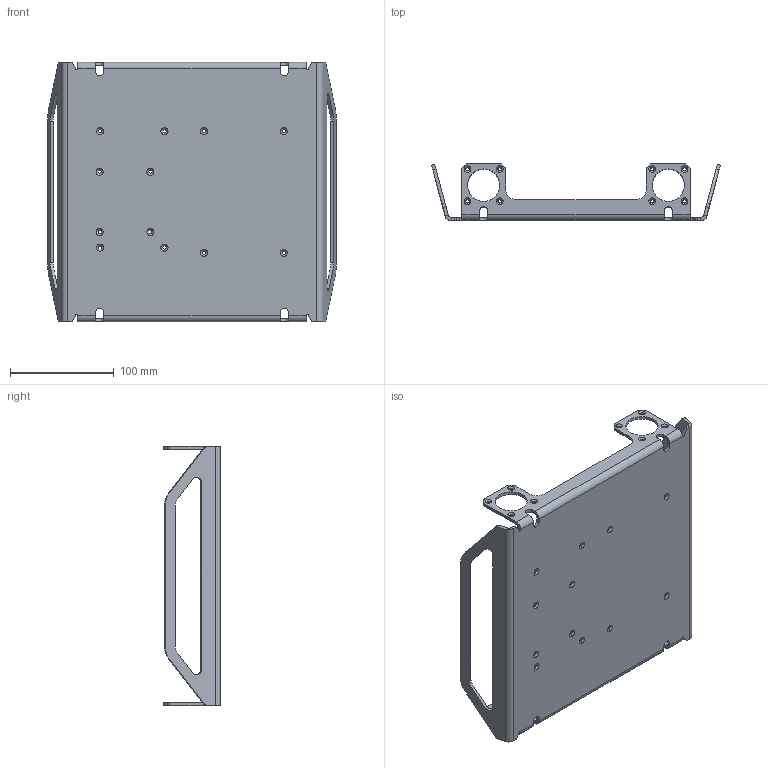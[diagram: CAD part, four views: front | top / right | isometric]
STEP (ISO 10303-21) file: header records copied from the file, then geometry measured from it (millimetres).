
FILE_DESCRIPTION (( 'STEP AP214' ), '1' );
FILE_NAME ('20027-VR-50-004-01_Chassis.STEP', '2021-03-26T10:41:59', ( '' ), ( '' ), 'SwSTEP 2.0', 'SolidWorks 2020', '' );
FILE_SCHEMA (( 'AUTOMOTIVE_DESIGN' ));
Length unit declared in the file: millimetre
Products named in the file (1): 20027-VR-50-004-01_Chassis
Bounding box: 278.07 x 55 x 250 mm (x, y, z)
Volume: 250498.1 mm3; surface area: 176572.9 mm2
Topology: 1 solids, 1 shells, 282 faces, 744 edges, 456 vertices
Faces by surface type: cylinder 144, plane 82, cone 56
Entity records: 8898 total; most frequent: DIRECTION 1654, ORIENTED_EDGE 1488, CARTESIAN_POINT 1483, EDGE_CURVE 744, AXIS2_PLACEMENT_3D 627, VERTEX_POINT 456, VECTOR 400, LINE 400
